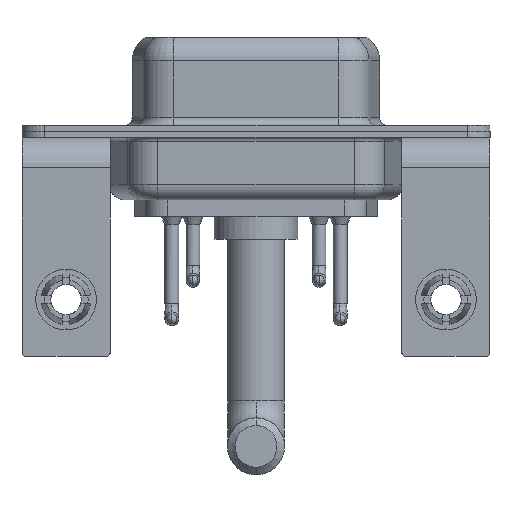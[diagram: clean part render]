
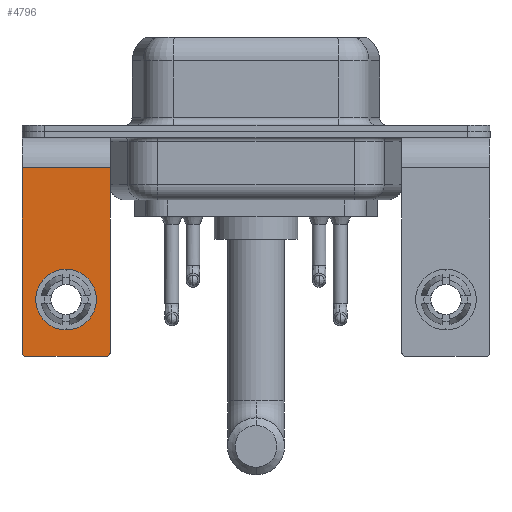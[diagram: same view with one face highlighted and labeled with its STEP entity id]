
A CAD part, front view. The second image highlights one B-rep face of the part: STEP entity #4796.
In plain terms, the highlighted planar face has unit normal (0, -1, 0).
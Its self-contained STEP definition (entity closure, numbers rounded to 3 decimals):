
#309 = ORIENTED_EDGE ( 'NONE', *, *, #3444, .T. ) ;
#410 = ORIENTED_EDGE ( 'NONE', *, *, #12178, .T. ) ;
#521 = CARTESIAN_POINT ( 'NONE',  ( -2.65, -6.25, -14.55 ) ) ;
#522 = CARTESIAN_POINT ( 'NONE',  ( -2.9, -6.25, -2.4 ) ) ;
#1026 = LINE ( 'NONE', #15768, #13905 ) ;
#1168 = ORIENTED_EDGE ( 'NONE', *, *, #17040, .T. ) ;
#1171 = EDGE_CURVE ( 'NONE', #2666, #8384, #1026, .T. ) ;
#1525 = AXIS2_PLACEMENT_3D ( 'NONE', #521, #6366, #9283 ) ;
#2100 = CARTESIAN_POINT ( 'NONE',  ( -2.9, -6.25, -14.55 ) ) ;
#2460 = AXIS2_PLACEMENT_3D ( 'NONE', #10115, #13059, #8890 ) ;
#2666 = VERTEX_POINT ( 'NONE', #11493 ) ;
#3444 = EDGE_CURVE ( 'NONE', #4613, #16364, #12932, .T. ) ;
#3673 = CIRCLE ( 'NONE', #1525, 0.25 ) ;
#3759 = EDGE_LOOP ( 'NONE', ( #6843, #410 ) ) ;
#4070 = EDGE_CURVE ( 'NONE', #7761, #14259, #13106, .T. ) ;
#4284 = DIRECTION ( 'NONE',  ( 0., 0., 1. ) ) ;
#4503 = AXIS2_PLACEMENT_3D ( 'NONE', #14580, #14676, #4284 ) ;
#4613 = VERTEX_POINT ( 'NONE', #522 ) ;
#4796 = ADVANCED_FACE ( 'NONE', ( #12871, #12957 ), #15727, .F. ) ;
#6366 = DIRECTION ( 'NONE',  ( 0., -1., 0. ) ) ;
#6434 = CIRCLE ( 'NONE', #12768, 2. ) ;
#6843 = ORIENTED_EDGE ( 'NONE', *, *, #16238, .T. ) ;
#7167 = VECTOR ( 'NONE', #16239, 1000. ) ;
#7695 = EDGE_LOOP ( 'NONE', ( #309, #14421, #16906, #14006, #13045, #1168 ) ) ;
#7761 = VERTEX_POINT ( 'NONE', #7813 ) ;
#7813 = CARTESIAN_POINT ( 'NONE',  ( 2.9, -6.25, -2.4 ) ) ;
#8307 = DIRECTION ( 'NONE',  ( 0., 0., -1. ) ) ;
#8384 = VERTEX_POINT ( 'NONE', #9063 ) ;
#8780 = VECTOR ( 'NONE', #9976, 1000. ) ;
#8890 = DIRECTION ( 'NONE',  ( 0., 0., 1. ) ) ;
#9063 = CARTESIAN_POINT ( 'NONE',  ( -2.65, -6.25, -14.8 ) ) ;
#9283 = DIRECTION ( 'NONE',  ( 0., 0., 1. ) ) ;
#9672 = CARTESIAN_POINT ( 'NONE',  ( 0., -6.25, -9.07 ) ) ;
#9737 = CIRCLE ( 'NONE', #10047, 0.25 ) ;
#9789 = DIRECTION ( 'NONE',  ( -1., 0., 0. ) ) ;
#9872 = VECTOR ( 'NONE', #8307, 1000. ) ;
#9976 = DIRECTION ( 'NONE',  ( -1., 0., 0. ) ) ;
#10047 = AXIS2_PLACEMENT_3D ( 'NONE', #16123, #14511, #17356 ) ;
#10115 = CARTESIAN_POINT ( 'NONE',  ( 0., -6.25, -11.07 ) ) ;
#10859 = EDGE_CURVE ( 'NONE', #2666, #14259, #9737, .T. ) ;
#10902 = CIRCLE ( 'NONE', #2460, 2. ) ;
#11421 = CARTESIAN_POINT ( 'NONE',  ( -2.9, -6.25, -2.4 ) ) ;
#11493 = CARTESIAN_POINT ( 'NONE',  ( 2.65, -6.25, -14.8 ) ) ;
#11534 = CARTESIAN_POINT ( 'NONE',  ( 2.9, -6.25, -14.55 ) ) ;
#11708 = VERTEX_POINT ( 'NONE', #18714 ) ;
#12178 = EDGE_CURVE ( 'NONE', #15015, #11708, #6434, .T. ) ;
#12768 = AXIS2_PLACEMENT_3D ( 'NONE', #17447, #15855, #17262 ) ;
#12871 = FACE_BOUND ( 'NONE', #3759, .T. ) ;
#12932 = LINE ( 'NONE', #11421, #9872 ) ;
#12957 = FACE_OUTER_BOUND ( 'NONE', #7695, .T. ) ;
#13045 = ORIENTED_EDGE ( 'NONE', *, *, #4070, .F. ) ;
#13059 = DIRECTION ( 'NONE',  ( 0., 1., 0. ) ) ;
#13106 = LINE ( 'NONE', #14629, #7167 ) ;
#13905 = VECTOR ( 'NONE', #9789, 1000. ) ;
#14006 = ORIENTED_EDGE ( 'NONE', *, *, #10859, .T. ) ;
#14257 = LINE ( 'NONE', #18711, #8780 ) ;
#14259 = VERTEX_POINT ( 'NONE', #11534 ) ;
#14421 = ORIENTED_EDGE ( 'NONE', *, *, #15933, .T. ) ;
#14511 = DIRECTION ( 'NONE',  ( 0., -1., 0. ) ) ;
#14580 = CARTESIAN_POINT ( 'NONE',  ( 2.9, -6.25, -2.4 ) ) ;
#14629 = CARTESIAN_POINT ( 'NONE',  ( 2.9, -6.25, -2.4 ) ) ;
#14676 = DIRECTION ( 'NONE',  ( 0., 1., 0. ) ) ;
#15015 = VERTEX_POINT ( 'NONE', #9672 ) ;
#15727 = PLANE ( 'NONE',  #4503 ) ;
#15768 = CARTESIAN_POINT ( 'NONE',  ( 2.9, -6.25, -14.8 ) ) ;
#15855 = DIRECTION ( 'NONE',  ( 0., 1., 0. ) ) ;
#15933 = EDGE_CURVE ( 'NONE', #16364, #8384, #3673, .T. ) ;
#16123 = CARTESIAN_POINT ( 'NONE',  ( 2.65, -6.25, -14.55 ) ) ;
#16238 = EDGE_CURVE ( 'NONE', #11708, #15015, #10902, .T. ) ;
#16239 = DIRECTION ( 'NONE',  ( 0., 0., -1. ) ) ;
#16364 = VERTEX_POINT ( 'NONE', #2100 ) ;
#16906 = ORIENTED_EDGE ( 'NONE', *, *, #1171, .F. ) ;
#17040 = EDGE_CURVE ( 'NONE', #7761, #4613, #14257, .T. ) ;
#17262 = DIRECTION ( 'NONE',  ( 0., 0., 1. ) ) ;
#17356 = DIRECTION ( 'NONE',  ( 0., 0., 1. ) ) ;
#17447 = CARTESIAN_POINT ( 'NONE',  ( 0., -6.25, -11.07 ) ) ;
#18711 = CARTESIAN_POINT ( 'NONE',  ( 2.9, -6.25, -2.4 ) ) ;
#18714 = CARTESIAN_POINT ( 'NONE',  ( 0., -6.25, -13.07 ) ) ;
